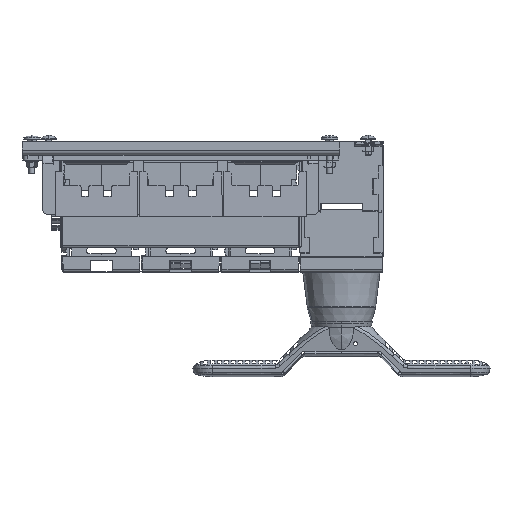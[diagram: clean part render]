
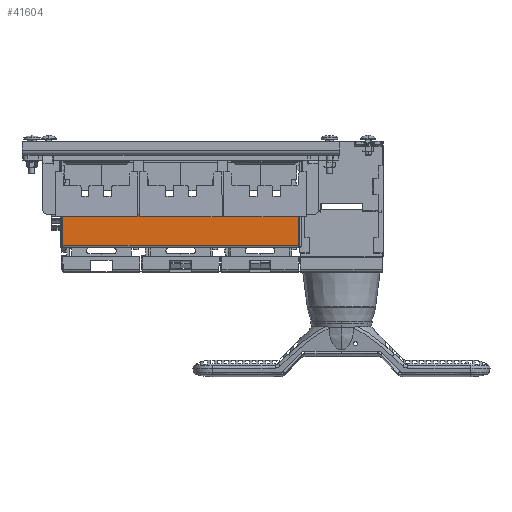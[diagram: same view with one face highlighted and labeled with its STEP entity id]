
A CAD part, left-side view. The second image highlights one B-rep face of the part: STEP entity #41604.
In plain terms, the highlighted planar face has unit normal (-1, 0, 0).
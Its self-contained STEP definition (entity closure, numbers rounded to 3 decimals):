
#3802 = VERTEX_POINT ( 'NONE', #24975 ) ;
#4209 = DIRECTION ( 'NONE',  ( 0., 0., 1. ) ) ;
#4385 = LINE ( 'NONE', #62882, #18739 ) ;
#4511 = FACE_OUTER_BOUND ( 'NONE', #34579, .T. ) ;
#4648 = AXIS2_PLACEMENT_3D ( 'NONE', #51498, #57657, #21083 ) ;
#7320 = LINE ( 'NONE', #77219, #21670 ) ;
#12583 = EDGE_CURVE ( 'NONE', #3802, #28850, #7320, .T. ) ;
#15195 = VERTEX_POINT ( 'NONE', #75043 ) ;
#16782 = ORIENTED_EDGE ( 'NONE', *, *, #27803, .F. ) ;
#18023 = EDGE_CURVE ( 'NONE', #15195, #62570, #4385, .T. ) ;
#18739 = VECTOR ( 'NONE', #44722, 1000. ) ;
#21083 = DIRECTION ( 'NONE',  ( 0., 0., -1. ) ) ;
#21670 = VECTOR ( 'NONE', #4209, 1000. ) ;
#24952 = ORIENTED_EDGE ( 'NONE', *, *, #34889, .T. ) ;
#24975 = CARTESIAN_POINT ( 'NONE',  ( -220.5, 238.939, -35. ) ) ;
#25209 = DIRECTION ( 'NONE',  ( 0., 1., 0. ) ) ;
#27239 = DIRECTION ( 'NONE',  ( 0., 1., 0. ) ) ;
#27803 = EDGE_CURVE ( 'NONE', #15195, #3802, #37817, .T. ) ;
#28850 = VERTEX_POINT ( 'NONE', #38616 ) ;
#28962 = LINE ( 'NONE', #55590, #73760 ) ;
#33765 = ORIENTED_EDGE ( 'NONE', *, *, #18023, .T. ) ;
#34579 = EDGE_LOOP ( 'NONE', ( #16782, #33765, #24952, #43646 ) ) ;
#34889 = EDGE_CURVE ( 'NONE', #62570, #28850, #28962, .T. ) ;
#37817 = LINE ( 'NONE', #45382, #52121 ) ;
#38616 = CARTESIAN_POINT ( 'NONE',  ( -220.5, 238.939, 14. ) ) ;
#41604 = ADVANCED_FACE ( 'NONE', ( #4511 ), #45362, .F. ) ;
#43646 = ORIENTED_EDGE ( 'NONE', *, *, #12583, .F. ) ;
#44722 = DIRECTION ( 'NONE',  ( 0., 0., 1. ) ) ;
#45362 = PLANE ( 'NONE',  #4648 ) ;
#45382 = CARTESIAN_POINT ( 'NONE',  ( -220.5, 239., -35. ) ) ;
#51498 = CARTESIAN_POINT ( 'NONE',  ( -220.5, 120., -36. ) ) ;
#52121 = VECTOR ( 'NONE', #27239, 1000. ) ;
#55590 = CARTESIAN_POINT ( 'NONE',  ( -220.5, 120., 14. ) ) ;
#57657 = DIRECTION ( 'NONE',  ( 1., 0., 0. ) ) ;
#60591 = CARTESIAN_POINT ( 'NONE',  ( -220.5, 1.061, 14. ) ) ;
#62570 = VERTEX_POINT ( 'NONE', #60591 ) ;
#62882 = CARTESIAN_POINT ( 'NONE',  ( -220.5, 1.061, -277.937 ) ) ;
#73760 = VECTOR ( 'NONE', #25209, 1000. ) ;
#75043 = CARTESIAN_POINT ( 'NONE',  ( -220.5, 1.061, -35. ) ) ;
#77219 = CARTESIAN_POINT ( 'NONE',  ( -220.5, 238.939, -277.992 ) ) ;
